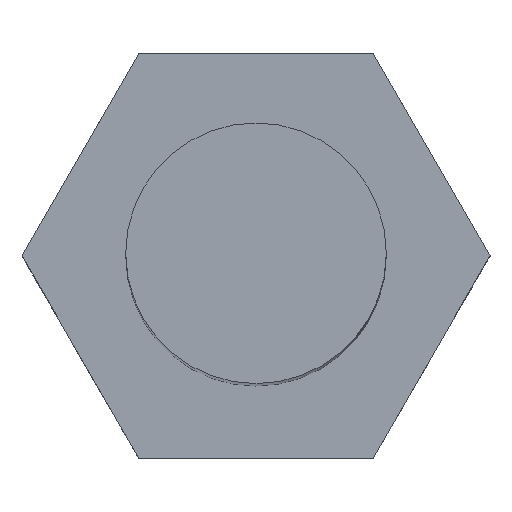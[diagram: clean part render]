
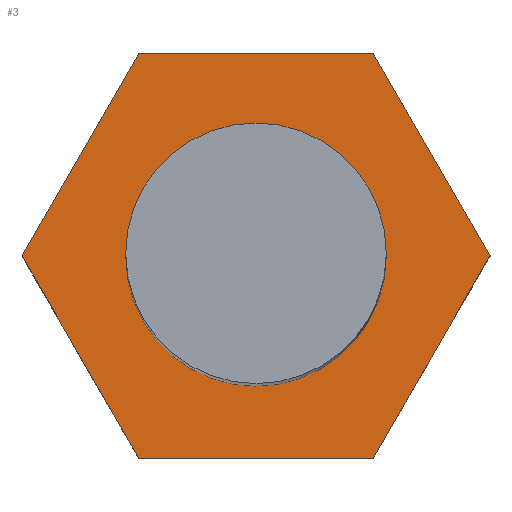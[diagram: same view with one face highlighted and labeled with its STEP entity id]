
A CAD part, top view. The second image highlights one B-rep face of the part: STEP entity #3.
In plain terms, the highlighted planar face has unit normal (0, 0, 1).
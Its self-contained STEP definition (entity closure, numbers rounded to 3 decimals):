
#1 = VERTEX_POINT ( 'NONE', #180 ) ;
#2 = CARTESIAN_POINT ( 'NONE',  ( -2.25, 0., 4. ) ) ;
#3 = ADVANCED_FACE ( 'NONE', ( #368, #182 ), #446, .T. ) ;
#6 = DIRECTION ( 'NONE',  ( 1., 0., 0. ) ) ;
#11 = LINE ( 'NONE', #264, #20 ) ;
#16 = AXIS2_PLACEMENT_3D ( 'NONE', #248, #168, #19 ) ;
#19 = DIRECTION ( 'NONE',  ( 1., 0., 0. ) ) ;
#20 = VECTOR ( 'NONE', #231, 1000. ) ;
#30 = LINE ( 'NONE', #483, #285 ) ;
#38 = ORIENTED_EDGE ( 'NONE', *, *, #243, .T. ) ;
#40 = CARTESIAN_POINT ( 'NONE',  ( -2.021, -3.5, 4. ) ) ;
#43 = EDGE_LOOP ( 'NONE', ( #452, #229, #294, #410, #222, #38 ) ) ;
#58 = CARTESIAN_POINT ( 'NONE',  ( 2.021, -3.5, 4. ) ) ;
#63 = VECTOR ( 'NONE', #374, 1000. ) ;
#68 = CARTESIAN_POINT ( 'NONE',  ( -2.021, 3.5, 4. ) ) ;
#92 = VECTOR ( 'NONE', #252, 1000. ) ;
#114 = CARTESIAN_POINT ( 'NONE',  ( 2.021, -3.5, 4. ) ) ;
#123 = DIRECTION ( 'NONE',  ( 0., 0., 1. ) ) ;
#128 = CARTESIAN_POINT ( 'NONE',  ( 0., 0., 4. ) ) ;
#136 = EDGE_CURVE ( 'NONE', #482, #418, #184, .T. ) ;
#147 = LINE ( 'NONE', #250, #92 ) ;
#165 = LINE ( 'NONE', #40, #381 ) ;
#168 = DIRECTION ( 'NONE',  ( 0., 0., 1. ) ) ;
#180 = CARTESIAN_POINT ( 'NONE',  ( -4.041, 0., 4. ) ) ;
#182 = FACE_OUTER_BOUND ( 'NONE', #43, .T. ) ;
#184 = CIRCLE ( 'NONE', #16, 2.25 ) ;
#197 = VERTEX_POINT ( 'NONE', #392 ) ;
#218 = CARTESIAN_POINT ( 'NONE',  ( -2.021, 3.5, 4. ) ) ;
#222 = ORIENTED_EDGE ( 'NONE', *, *, #345, .T. ) ;
#227 = CARTESIAN_POINT ( 'NONE',  ( -2.021, -3.5, 4. ) ) ;
#229 = ORIENTED_EDGE ( 'NONE', *, *, #287, .T. ) ;
#231 = DIRECTION ( 'NONE',  ( -0.5, 0.866, 0. ) ) ;
#233 = AXIS2_PLACEMENT_3D ( 'NONE', #128, #123, #6 ) ;
#236 = DIRECTION ( 'NONE',  ( 1., 0., 0. ) ) ;
#243 = EDGE_CURVE ( 'NONE', #197, #262, #30, .T. ) ;
#248 = CARTESIAN_POINT ( 'NONE',  ( 0., 0., 4. ) ) ;
#249 = LINE ( 'NONE', #218, #293 ) ;
#250 = CARTESIAN_POINT ( 'NONE',  ( -4.041, 0., 4. ) ) ;
#252 = DIRECTION ( 'NONE',  ( 0.5, -0.866, 0. ) ) ;
#262 = VERTEX_POINT ( 'NONE', #68 ) ;
#263 = AXIS2_PLACEMENT_3D ( 'NONE', #416, #457, #327 ) ;
#264 = CARTESIAN_POINT ( 'NONE',  ( 4.041, 0., 4. ) ) ;
#285 = VECTOR ( 'NONE', #331, 1000. ) ;
#287 = EDGE_CURVE ( 'NONE', #1, #309, #147, .T. ) ;
#293 = VECTOR ( 'NONE', #367, 1000. ) ;
#294 = ORIENTED_EDGE ( 'NONE', *, *, #376, .T. ) ;
#309 = VERTEX_POINT ( 'NONE', #227 ) ;
#315 = LINE ( 'NONE', #114, #63 ) ;
#327 = DIRECTION ( 'NONE',  ( 1., 0., 0. ) ) ;
#331 = DIRECTION ( 'NONE',  ( -1., 0., 0. ) ) ;
#333 = ORIENTED_EDGE ( 'NONE', *, *, #429, .F. ) ;
#345 = EDGE_CURVE ( 'NONE', #489, #197, #11, .T. ) ;
#367 = DIRECTION ( 'NONE',  ( -0.5, -0.866, 0. ) ) ;
#368 = FACE_BOUND ( 'NONE', #490, .T. ) ;
#374 = DIRECTION ( 'NONE',  ( 0.5, 0.866, 0. ) ) ;
#375 = ORIENTED_EDGE ( 'NONE', *, *, #136, .F. ) ;
#376 = EDGE_CURVE ( 'NONE', #309, #460, #165, .T. ) ;
#378 = EDGE_CURVE ( 'NONE', #460, #489, #315, .T. ) ;
#381 = VECTOR ( 'NONE', #236, 1000. ) ;
#392 = CARTESIAN_POINT ( 'NONE',  ( 2.021, 3.5, 4. ) ) ;
#397 = CARTESIAN_POINT ( 'NONE',  ( 2.25, 0., 4. ) ) ;
#399 = CARTESIAN_POINT ( 'NONE',  ( 4.041, 0., 4. ) ) ;
#410 = ORIENTED_EDGE ( 'NONE', *, *, #378, .T. ) ;
#416 = CARTESIAN_POINT ( 'NONE',  ( 0., 0., 4. ) ) ;
#418 = VERTEX_POINT ( 'NONE', #2 ) ;
#429 = EDGE_CURVE ( 'NONE', #418, #482, #445, .T. ) ;
#445 = CIRCLE ( 'NONE', #233, 2.25 ) ;
#446 = PLANE ( 'NONE',  #263 ) ;
#452 = ORIENTED_EDGE ( 'NONE', *, *, #470, .T. ) ;
#457 = DIRECTION ( 'NONE',  ( 0., 0., 1. ) ) ;
#460 = VERTEX_POINT ( 'NONE', #58 ) ;
#470 = EDGE_CURVE ( 'NONE', #262, #1, #249, .T. ) ;
#482 = VERTEX_POINT ( 'NONE', #397 ) ;
#483 = CARTESIAN_POINT ( 'NONE',  ( 2.021, 3.5, 4. ) ) ;
#489 = VERTEX_POINT ( 'NONE', #399 ) ;
#490 = EDGE_LOOP ( 'NONE', ( #333, #375 ) ) ;
